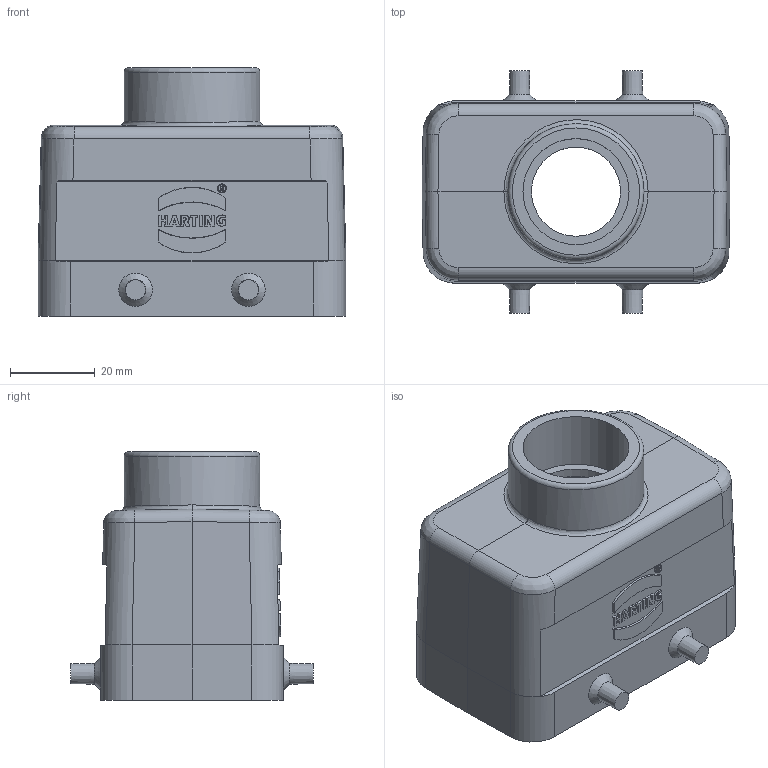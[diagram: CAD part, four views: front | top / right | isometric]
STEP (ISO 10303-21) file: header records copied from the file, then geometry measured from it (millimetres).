
FILE_DESCRIPTION(/* description */ (''),/* implementation_level */ '2;1');
FILE_NAME(/* name */ '100212082ugm000_e.stp',/* time_stamp */ '2019-11-12T13:35:32+01:00',/* author */ (''),/* organization */ (''),/* preprocessor_version */ 'ST-DEVELOPER v16.7',/* originating_system */ 'SIEMENS PLM Software NX 12.0',/* authorisation */ '');
FILE_SCHEMA (('AUTOMOTIVE_DESIGN { 1 0 10303 214 3 1 1 1 }'));
Length unit declared in the file: millimetre
Products named in the file (1): 100212082ugm000_e
Bounding box: 72.6 x 57.2 x 58.5 mm (x, y, z)
Volume: 45521.1 mm3; surface area: 26196.6 mm2
Topology: 1 solids, 1 shells, 225 faces, 595 edges, 398 vertices
Faces by surface type: plane 148, cylinder 47, bspline 18, cone 10, torus 2
Full cylindrical faces by diameter (mm): 3 x4, 21 x1, 25 x1, 32 x1
Entity records: 8665 total; most frequent: CARTESIAN_POINT 2550, ORIENTED_EDGE 1112, DIRECTION 1037, EDGE_CURVE 556, VERTEX_POINT 377, LINE 375, VECTOR 375, AXIS2_PLACEMENT_3D 331
